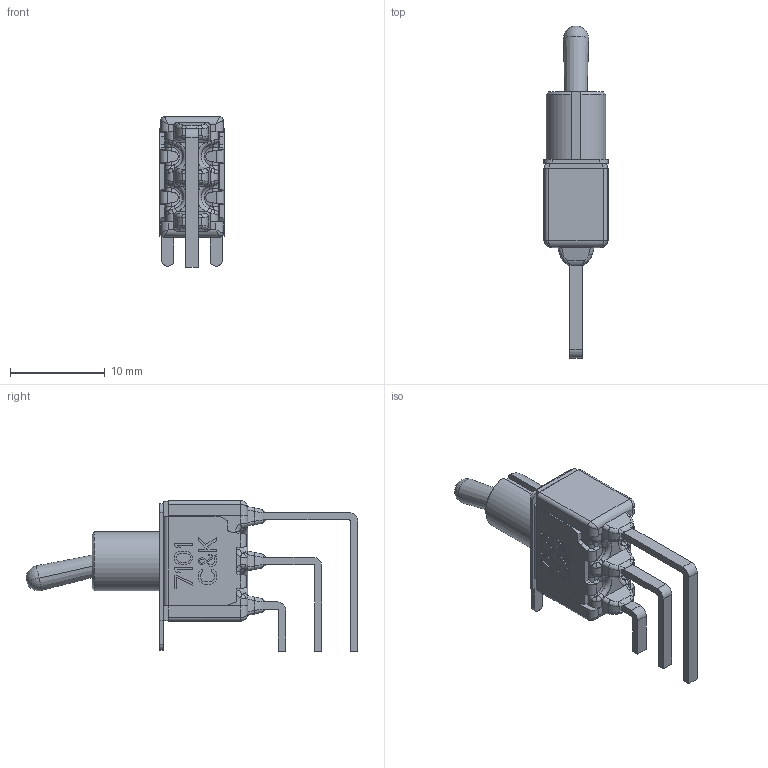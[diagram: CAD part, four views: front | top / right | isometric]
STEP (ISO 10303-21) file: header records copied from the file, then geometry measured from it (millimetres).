
FILE_DESCRIPTION(('STEP AP214'),'1');
FILE_NAME('7101MD9AV2BE.stp','2023-03-30T18:44:49',(' '),(' '),'Spatial InterOp 3D',' ',' ');
FILE_SCHEMA(('AUTOMOTIVE_DESIGN { 1 0 10303 214 1 1 1 1 }'));
Length unit declared in the file: metre
Products named in the file (4): 7101MD9AV2BE; 7101MD9AV2BE_PART2; 7101MD9AV2BE_PART1
Assembly tree (3 placements, depth 3):
  7101MD9AV2BE
    7101MD9AV2BE
      7101MD9AV2BE_PART2
      7101MD9AV2BE_PART1
Bounding box: 6.76 x 34.97 x 15.88 mm (x, y, z)
Volume: 693.2 mm3; surface area: 1940.8 mm2
Topology: 2 solids, 2 shells, 696 faces, 1847 edges, 1152 vertices
Faces by surface type: plane 487, cylinder 119, bspline 64, cone 12, torus 10, sphere 4
Entity records: 26612 total; most frequent: CARTESIAN_POINT 7154, ORIENTED_EDGE 3676, DIRECTION 3269, EDGE_CURVE 1838, LINE 1401, VECTOR 1401, VERTEX_POINT 1152, AXIS2_PLACEMENT_3D 934
